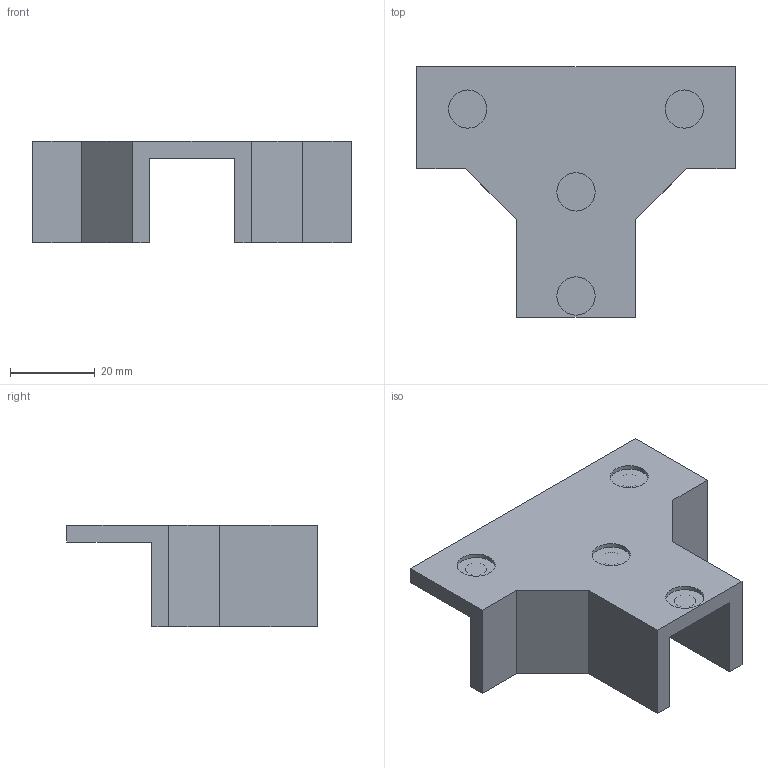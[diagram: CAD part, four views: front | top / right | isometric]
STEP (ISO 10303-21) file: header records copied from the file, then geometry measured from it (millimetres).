
FILE_DESCRIPTION(/* description */ (''),/* implementation_level */ '2;1');
FILE_NAME(/* name */ '6ca036a6-e136-458a-a507-a62ca1ecf35b.stp',/* time_stamp */ '2020-06-07T17:14:35+00:00',/* author */ (''),/* organization */ (''),/* preprocessor_version */ 'ST-DEVELOPER v18.1',/* originating_system */ 'Autodesk Translation Framework v9.3.0.1241',/* authorisation */ '');
FILE_SCHEMA (('AUTOMOTIVE_DESIGN { 1 0 10303 214 3 1 1 }'));
Length unit declared in the file: millimetre
Products named in the file (1): Bed Bracket V2
Bounding box: 75 x 59 x 24 mm (x, y, z)
Volume: 24101.6 mm3; surface area: 12191.6 mm2
Topology: 1 solids, 1 shells, 34 faces, 72 edges, 48 vertices
Faces by surface type: plane 26, cylinder 8
Full cylindrical faces by diameter (mm): 5 x4, 9 x4
Entity records: 945 total; most frequent: DIRECTION 158, CARTESIAN_POINT 155, ORIENTED_EDGE 144, EDGE_CURVE 72, LINE 56, VECTOR 56, AXIS2_PLACEMENT_3D 51, VERTEX_POINT 48
